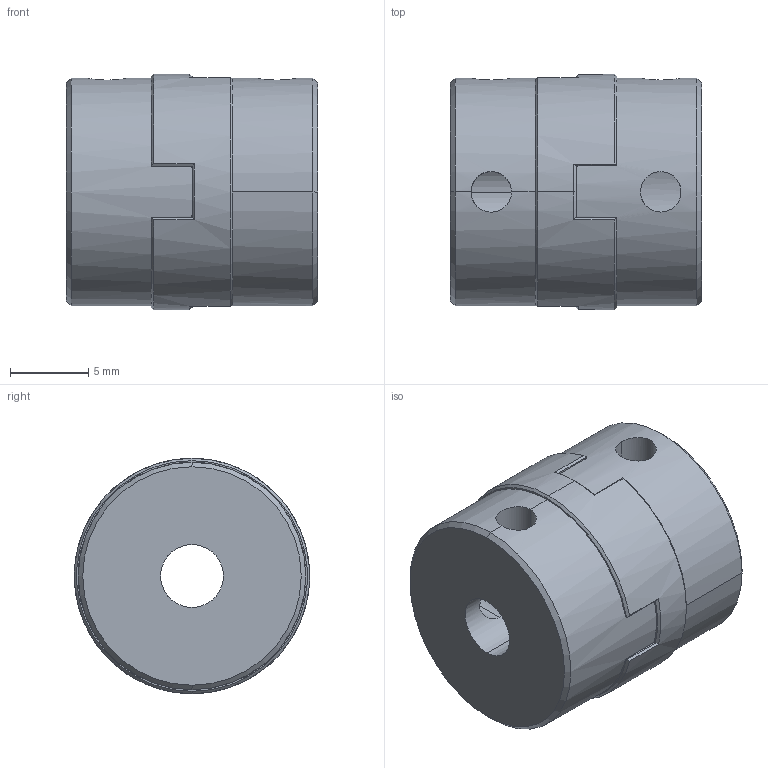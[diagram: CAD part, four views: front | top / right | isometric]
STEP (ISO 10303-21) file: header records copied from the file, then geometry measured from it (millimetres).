
FILE_DESCRIPTION (( 'STEP AP214' ), '1' );
FILE_NAME ('1746181201219.step', '2025-05-02T10:09:57', ( 'EC2' ), ( 'Amazon.com' ), 'FaSTEP 2.0', 'Forface 3D 2020', '' );
FILE_SCHEMA (( 'AUTOMOTIVE_DESIGN' ));
Length unit declared in the file: millimetre
Products named in the file (4): 22^1746181201219; 11^1746181201219; 1746181201219; 33^1746181201219
Assembly tree (3 placements, depth 2):
  1746181201219
    11^1746181201219
    22^1746181201219
    33^1746181201219
Bounding box: 16 x 15 x 15 mm (x, y, z)
Volume: 2157.2 mm3; surface area: 2180.8 mm2
Topology: 3 solids, 3 shells, 97 faces, 280 edges, 182 vertices
Faces by surface type: plane 43, cylinder 40, cone 14
Entity records: 3966 total; most frequent: CARTESIAN_POINT 1333, ORIENTED_EDGE 560, DIRECTION 480, EDGE_CURVE 280, VERTEX_POINT 182, AXIS2_PLACEMENT_3D 177, LINE 126, VECTOR 126
